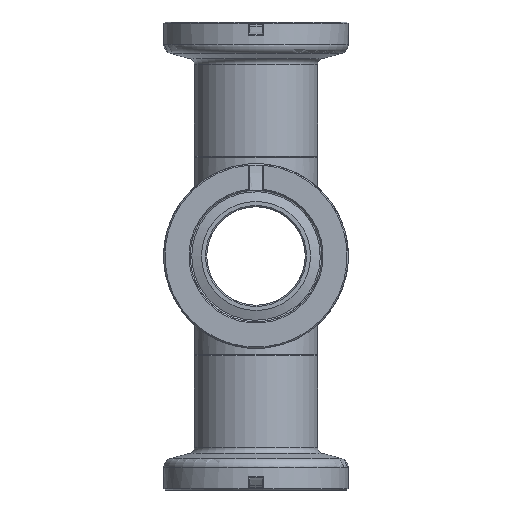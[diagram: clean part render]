
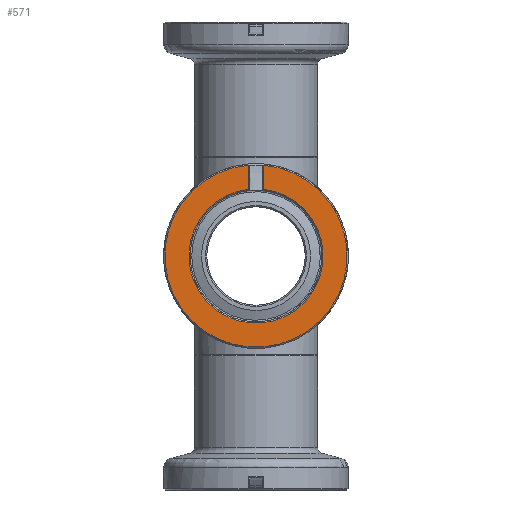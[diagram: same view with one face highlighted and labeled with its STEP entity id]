
A CAD part, left-side view. The second image highlights one B-rep face of the part: STEP entity #571.
In plain terms, the highlighted planar face has unit normal (-1, 0, 0).
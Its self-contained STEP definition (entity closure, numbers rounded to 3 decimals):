
#40=LINE('',#948,#60);
#41=LINE('',#952,#61);
#60=VECTOR('',#776,1000.);
#61=VECTOR('',#779,1000.);
#108=PLANE('',#657);
#165=ORIENTED_EDGE('',*,*,#285,.T.);
#166=ORIENTED_EDGE('',*,*,#286,.T.);
#167=ORIENTED_EDGE('',*,*,#287,.T.);
#168=ORIENTED_EDGE('',*,*,#288,.T.);
#285=EDGE_CURVE('',#349,#350,#391,.F.);
#286=EDGE_CURVE('',#350,#351,#40,.T.);
#287=EDGE_CURVE('',#351,#352,#392,.T.);
#288=EDGE_CURVE('',#352,#349,#41,.T.);
#349=VERTEX_POINT('',#946);
#350=VERTEX_POINT('',#947);
#351=VERTEX_POINT('',#949);
#352=VERTEX_POINT('',#951);
#391=CIRCLE('',#658,10.9);
#392=CIRCLE('',#659,14.8);
#434=EDGE_LOOP('',(#165,#166,#167,#168));
#502=FACE_BOUND('',#434,.T.);
#571=ADVANCED_FACE('',(#502),#108,.T.);
#657=AXIS2_PLACEMENT_3D('',#944,#772,#773);
#658=AXIS2_PLACEMENT_3D('',#945,#774,#775);
#659=AXIS2_PLACEMENT_3D('',#950,#777,#778);
#772=DIRECTION('',(-1.,0.,0.));
#773=DIRECTION('',(0.,0.,1.));
#774=DIRECTION('',(-1.,0.,0.));
#775=DIRECTION('',(0.,0.,1.));
#776=DIRECTION('',(0.,1.,0.));
#777=DIRECTION('',(-1.,0.,0.));
#778=DIRECTION('',(0.,0.,1.));
#779=DIRECTION('',(0.,-1.,0.));
#944=CARTESIAN_POINT('',(0.,0.,10.7));
#945=CARTESIAN_POINT('',(0.,0.,0.));
#946=CARTESIAN_POINT('',(0.,10.834,1.2));
#947=CARTESIAN_POINT('',(0.,10.834,-1.2));
#948=CARTESIAN_POINT('',(0.,14.967,-1.2));
#949=CARTESIAN_POINT('',(0.,14.751,-1.2));
#950=CARTESIAN_POINT('',(0.,0.,0.));
#951=CARTESIAN_POINT('',(0.,14.751,1.2));
#952=CARTESIAN_POINT('',(0.,0.,1.2));
